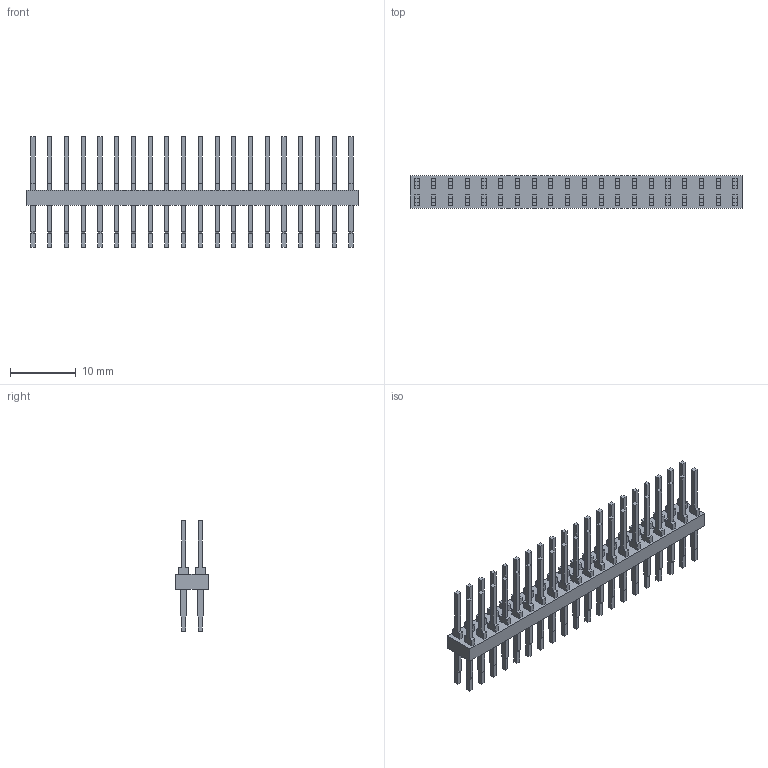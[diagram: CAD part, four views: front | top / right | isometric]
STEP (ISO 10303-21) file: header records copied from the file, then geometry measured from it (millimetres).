
FILE_DESCRIPTION(('STEP AP214'),'1');
FILE_NAME('6-103233-9.stp','2016-10-21T22:09:03',('TraceParts'),('TraceParts S.A.'),'Spatial InterOp 3D',' ',' ');
FILE_SCHEMA(('automotive_design'));
Length unit declared in the file: millimetre
Products named in the file (1): C-0103233-69-3
Bounding box: 50.39 x 4.88 x 16.76 mm (x, y, z)
Volume: 846.2 mm3; surface area: 2370.8 mm2
Topology: 1 solids, 1 shells, 726 faces, 1932 edges, 1288 vertices
Faces by surface type: plane 726
Entity records: 22091 total; most frequent: CARTESIAN_POINT 3947, ORIENTED_EDGE 3864, DIRECTION 3386, EDGE_CURVE 1932, LINE 1932, VECTOR 1932, VERTEX_POINT 1288, EDGE_LOOP 806
